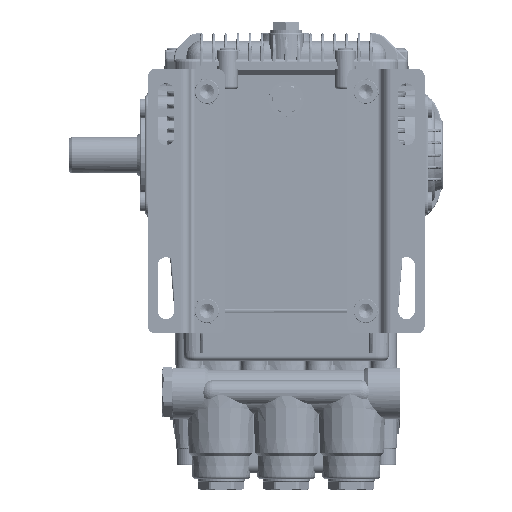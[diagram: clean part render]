
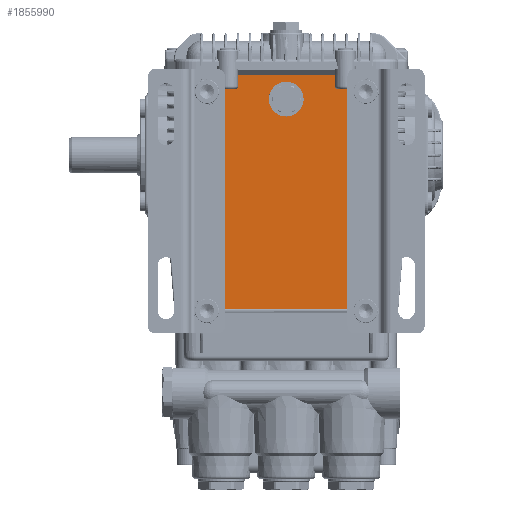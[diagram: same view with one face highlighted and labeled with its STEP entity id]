
A CAD part, front view. The second image highlights one B-rep face of the part: STEP entity #1855990.
In plain terms, the highlighted planar face has unit normal (0, -1, -0.018).
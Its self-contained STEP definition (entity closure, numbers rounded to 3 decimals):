
#38100=CARTESIAN_POINT('',(83.43,-16.269,0.));
#38110=VERTEX_POINT('',#38100);
#38260=CARTESIAN_POINT('',(83.43,-16.138,-7.5));
#38270=VERTEX_POINT('',#38260);
#38300=CARTESIAN_POINT('',(83.43,-16.374,6.));
#38310=DIRECTION('',(0.,-0.017,1.));
#38320=VECTOR('',#38310,1.);
#38330=LINE('',#38300,#38320);
#38340=EDGE_CURVE('',#38270,#38110,#38330,.T.);
#53620=CARTESIAN_POINT('',(85.43,-16.138,-7.5));
#53630=DIRECTION('',(0.,-1.,-0.017));
#53640=DIRECTION('',(0.,0.017,-1.));
#53650=AXIS2_PLACEMENT_3D('',#53620,#53630,#53640);
#53660=ELLIPSE('',#53650,2.,2.);
#53670=CARTESIAN_POINT('',(85.43,-16.103,-9.5));
#53680=VERTEX_POINT('',#53670);
#53690=EDGE_CURVE('',#38270,#53680,#53660,.T.);
#250040=CARTESIAN_POINT('',(103.93,-13.546,
-156.003));
#250050=DIRECTION('',(0.,-1.,-0.017));
#250060=DIRECTION('',(0.,0.017,-1.));
#250070=AXIS2_PLACEMENT_3D('',#250040,#250050,#250060);
#250080=ELLIPSE('',#250070,10.259,10.257);
#255450=CARTESIAN_POINT('',(9.143,-16.077,-11.));
#255460=VERTEX_POINT('',#255450);
#255490=CARTESIAN_POINT('',(-1.07,-16.077,
-11.003));
#255500=DIRECTION('',(0.,-1.,-0.017));
#255510=DIRECTION('',(0.,0.017,-1.));
#255520=AXIS2_PLACEMENT_3D('',#255490,#255500,#255510);
#255530=ELLIPSE('',#255520,10.214,10.213);
#255540=CARTESIAN_POINT('',(-3.364,-15.903,
-20.955));
#255550=VERTEX_POINT('',#255540);
#255560=EDGE_CURVE('',#255550,#255460,#255530,.T.);
#273650=CARTESIAN_POINT('',(106.237,-16.374,6.));
#273660=DIRECTION('',(0.,0.017,
-1.));
#273670=VECTOR('',#273660,1.);
#273680=LINE('',#273650,#273670);
#275830=CARTESIAN_POINT('',(9.119,-13.567,
-154.822));
#275840=VERTEX_POINT('',#275830);
#275870=CARTESIAN_POINT('',(0.,-13.567,-154.822));
#275880=DIRECTION('',(-1.,0.,0.));
#275890=VECTOR('',#275880,1.);
#275900=LINE('',#275870,#275890);
#275910=CARTESIAN_POINT('',(93.741,-13.567,
-154.822));
#275920=VERTEX_POINT('',#275910);
#275930=EDGE_CURVE('',#275920,#275840,#275900,.T.);
#1747520=CARTESIAN_POINT('',(106.167,-13.721,
-145.993));
#1747530=VERTEX_POINT('',#1747520);
#1747540=EDGE_CURVE('',#1747530,#275920,#250080,.T.);
#1757060=CARTESIAN_POINT('',(9.032,-16.103,-9.5));
#1757070=VERTEX_POINT('',#1757060);
#1757100=EDGE_CURVE('',#255460,#1757070,#255530,.T.);
#1777260=CARTESIAN_POINT('',(-19.57,-16.269,0.));
#1777270=DIRECTION('',(-0.,-1.,-0.017));
#1777280=DIRECTION('',(-1.,0.,0.));
#1777290=AXIS2_PLACEMENT_3D('',#1777260,#1777270,#1777280);
#1777300=PLANE('',#1777290);
#1777390=CARTESIAN_POINT('',(103.93,-16.077,
-11.003));
#1777400=DIRECTION('',(0.,-1.,-0.017));
#1777410=DIRECTION('',(0.,0.017,-1.));
#1777420=AXIS2_PLACEMENT_3D('',#1777390,#1777400,#1777410);
#1777430=ELLIPSE('',#1777420,10.214,10.213);
#1777830=CARTESIAN_POINT('',(17.43,-16.103,-9.5));
#1777840=VERTEX_POINT('',#1777830);
#1777920=CARTESIAN_POINT('',(19.43,-16.138,-7.5));
#1777930=VERTEX_POINT('',#1777920);
#1777960=CARTESIAN_POINT('',(17.43,-16.138,-7.5));
#1777970=DIRECTION('',(0.,-1.,-0.017));
#1777980=DIRECTION('',(0.,0.017,-1.));
#1777990=AXIS2_PLACEMENT_3D('',#1777960,#1777970,#1777980);
#1778000=ELLIPSE('',#1777990,2.,2.);
#1778010=EDGE_CURVE('',#1777840,#1777930,#1778000,.T.);
#1782030=CARTESIAN_POINT('',(-1.07,-13.546,
-156.003));
#1782040=DIRECTION('',(0.,-1.,-0.017));
#1782050=DIRECTION('',(0.,0.017,-1.));
#1782060=AXIS2_PLACEMENT_3D('',#1782030,#1782040,#1782050);
#1782070=ELLIPSE('',#1782060,10.259,10.257);
#1848240=CARTESIAN_POINT('',(39.93,-15.99,-16.));
#1848250=VERTEX_POINT('',#1848240);
#1848410=CARTESIAN_POINT('',(62.93,-15.99,-16.));
#1848420=VERTEX_POINT('',#1848410);
#1848450=CARTESIAN_POINT('',(51.43,-15.99,-16.));
#1848460=DIRECTION('',(0.,-1.,-0.017));
#1848470=DIRECTION('',(0.,0.017,
-1.));
#1848480=AXIS2_PLACEMENT_3D('',#1848450,#1848460,#1848470);
#1848490=ELLIPSE('',#1848480,11.502,11.5);
#1848500=EDGE_CURVE('',#1848250,#1848420,#1848490,.T.);
#1855410=CARTESIAN_POINT('',(-3.307,-13.721,
-145.993));
#1855420=VERTEX_POINT('',#1855410);
#1855430=EDGE_CURVE('',#275840,#1855420,#1782070,.T.);
#1855440=ORIENTED_EDGE('',*,*,#1855430,.F.);
#1855450=CARTESIAN_POINT('',(-3.376,-16.374,6.));
#1855460=DIRECTION('',(0.,0.017,
-1.));
#1855470=VECTOR('',#1855460,1.);
#1855480=LINE('',#1855450,#1855470);
#1855490=EDGE_CURVE('',#255550,#1855420,#1855480,.T.);
#1855500=ORIENTED_EDGE('',*,*,#1855490,.T.);
#1855510=ORIENTED_EDGE('',*,*,#255560,.F.);
#1855520=ORIENTED_EDGE('',*,*,#1757100,.F.);
#1855530=CARTESIAN_POINT('',(0.,-16.103,-9.5));
#1855540=DIRECTION('',(1.,0.,0.));
#1855550=VECTOR('',#1855540,1.);
#1855560=LINE('',#1855530,#1855550);
#1855570=EDGE_CURVE('',#1757070,#1777840,#1855560,.T.);
#1855580=ORIENTED_EDGE('',*,*,#1855570,.F.);
#1855590=ORIENTED_EDGE('',*,*,#1778010,.F.);
#1855600=CARTESIAN_POINT('',(19.43,-16.374,6.));
#1855610=DIRECTION('',(0.,0.017,-1.));
#1855620=VECTOR('',#1855610,1.);
#1855630=LINE('',#1855600,#1855620);
#1855640=CARTESIAN_POINT('',(19.43,-16.269,0.))
;
#1855650=VERTEX_POINT('',#1855640);
#1855660=EDGE_CURVE('',#1855650,#1777930,#1855630,.T.);
#1855670=ORIENTED_EDGE('',*,*,#1855660,.T.);
#1855680=CARTESIAN_POINT('',(0.,-16.269,0.));
#1855690=DIRECTION('',(-1.,0.,0.));
#1855700=VECTOR('',#1855690,1.);
#1855710=LINE('',#1855680,#1855700);
#1855720=EDGE_CURVE('',#38110,#1855650,#1855710,.T.);
#1855730=ORIENTED_EDGE('',*,*,#1855720,.T.);
#1855740=ORIENTED_EDGE('',*,*,#38340,.T.);
#1855750=ORIENTED_EDGE('',*,*,#53690,.F.);
#1855760=CARTESIAN_POINT('',(93.829,-16.103,-9.5));
#1855770=VERTEX_POINT('',#1855760);
#1855780=EDGE_CURVE('',#53680,#1855770,#1855560,.T.);
#1855790=ORIENTED_EDGE('',*,*,#1855780,.F.);
#1855800=CARTESIAN_POINT('',(93.717,-16.077,-11.));
#1855810=VERTEX_POINT('',#1855800);
#1855820=EDGE_CURVE('',#1855770,#1855810,#1777430,.T.);
#1855830=ORIENTED_EDGE('',*,*,#1855820,.F.);
#1855840=CARTESIAN_POINT('',(106.224,-15.903,
-20.955));
#1855850=VERTEX_POINT('',#1855840);
#1855860=EDGE_CURVE('',#1855810,#1855850,#1777430,.T.);
#1855870=ORIENTED_EDGE('',*,*,#1855860,.F.);
#1855880=EDGE_CURVE('',#1855850,#1747530,#273680,.T.);
#1855890=ORIENTED_EDGE('',*,*,#1855880,.F.);
#1855900=ORIENTED_EDGE('',*,*,#1747540,.F.);
#1855910=ORIENTED_EDGE('',*,*,#275930,.F.);
#1855920=EDGE_LOOP('',(#1855910,#1855900,#1855890,#1855870,#1855830,
#1855790,#1855750,#1855740,#1855730,#1855670,#1855590,#1855580,#1855520,
#1855510,#1855500,#1855440));
#1855930=FACE_OUTER_BOUND('',#1855920,.T.);
#1855940=EDGE_CURVE('',#1848420,#1848250,#1848490,.T.);
#1855950=ORIENTED_EDGE('',*,*,#1855940,.F.);
#1855960=ORIENTED_EDGE('',*,*,#1848500,.F.);
#1855970=EDGE_LOOP('',(#1855960,#1855950));
#1855980=FACE_BOUND('',#1855970,.T.);
#1855990=ADVANCED_FACE('',(#1855930,#1855980),#1777300,.T.);
